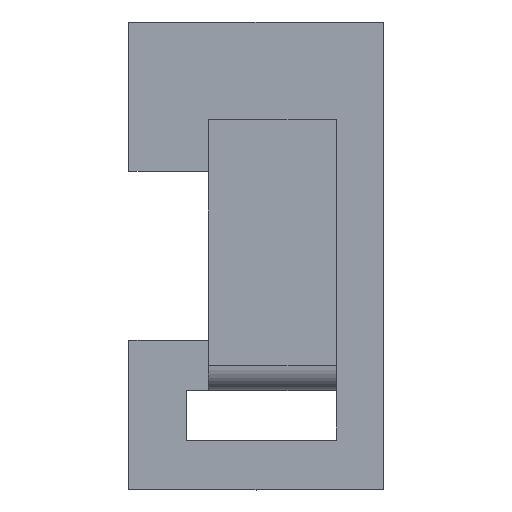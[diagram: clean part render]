
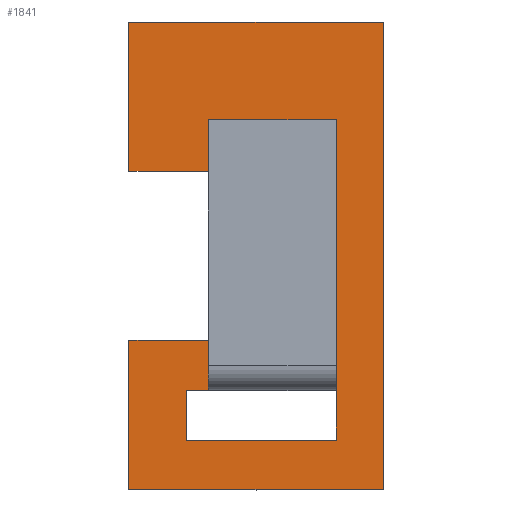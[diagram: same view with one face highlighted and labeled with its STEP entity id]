
A CAD part, top view. The second image highlights one B-rep face of the part: STEP entity #1841.
In plain terms, the highlighted planar face has unit normal (0, 0, 1).
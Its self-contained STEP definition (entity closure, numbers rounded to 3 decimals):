
#7 = ORIENTED_EDGE ( 'NONE', *, *, #314, .F. ) ;
#13 = EDGE_CURVE ( 'NONE', #1766, #1134, #1828, .T. ) ;
#93 = CARTESIAN_POINT ( 'NONE',  ( -8.5, -22.5, 9. ) ) ;
#117 = ORIENTED_EDGE ( 'NONE', *, *, #13, .F. ) ;
#119 = ORIENTED_EDGE ( 'NONE', *, *, #338, .T. ) ;
#122 = VERTEX_POINT ( 'NONE', #158 ) ;
#154 = DIRECTION ( 'NONE',  ( 0., 1., 0. ) ) ;
#158 = CARTESIAN_POINT ( 'NONE',  ( -5.8, -16.5, 9. ) ) ;
#160 = EDGE_CURVE ( 'NONE', #1608, #896, #652, .T. ) ;
#173 = ORIENTED_EDGE ( 'NONE', *, *, #1944, .F. ) ;
#182 = DIRECTION ( 'NONE',  ( 0., 1., 0. ) ) ;
#189 = CARTESIAN_POINT ( 'NONE',  ( -8.5, -22.5, 9. ) ) ;
#197 = EDGE_CURVE ( 'NONE', #896, #122, #1080, .T. ) ;
#198 = DIRECTION ( 'NONE',  ( 0., 1., 0. ) ) ;
#204 = CARTESIAN_POINT ( 'NONE',  ( -15.5, 10.3, 9. ) ) ;
#210 = LINE ( 'NONE', #1986, #1277 ) ;
#217 = VECTOR ( 'NONE', #574, 1000. ) ;
#235 = EDGE_CURVE ( 'NONE', #996, #943, #308, .T. ) ;
#258 = VECTOR ( 'NONE', #730, 1000. ) ;
#261 = VECTOR ( 'NONE', #1417, 1000. ) ;
#264 = DIRECTION ( 'NONE',  ( 0., 1., 0. ) ) ;
#272 = DIRECTION ( 'NONE',  ( 0., -1., 0. ) ) ;
#305 = VECTOR ( 'NONE', #1212, 1000. ) ;
#308 = LINE ( 'NONE', #646, #1403 ) ;
#314 = EDGE_CURVE ( 'NONE', #1134, #1481, #1804, .T. ) ;
#329 = ORIENTED_EDGE ( 'NONE', *, *, #395, .T. ) ;
#338 = EDGE_CURVE ( 'NONE', #1630, #537, #1668, .T. ) ;
#349 = CARTESIAN_POINT ( 'NONE',  ( 15.5, -28.5, 9. ) ) ;
#350 = CARTESIAN_POINT ( 'NONE',  ( 9.8, -16.5, 9. ) ) ;
#382 = CARTESIAN_POINT ( 'NONE',  ( -8.5, -16.5, 9. ) ) ;
#383 = LINE ( 'NONE', #1894, #1517 ) ;
#395 = EDGE_CURVE ( 'NONE', #896, #938, #383, .T. ) ;
#399 = VECTOR ( 'NONE', #960, 1000. ) ;
#452 = DIRECTION ( 'NONE',  ( 1., 0., 0. ) ) ;
#489 = DIRECTION ( 'NONE',  ( 1., 0., 0. ) ) ;
#496 = FACE_OUTER_BOUND ( 'NONE', #705, .T. ) ;
#503 = VECTOR ( 'NONE', #1802, 1000. ) ;
#537 = VERTEX_POINT ( 'NONE', #1645 ) ;
#574 = DIRECTION ( 'NONE',  ( 0., -1., 0. ) ) ;
#575 = CARTESIAN_POINT ( 'NONE',  ( 15.5, -28.5, 9. ) ) ;
#638 = CARTESIAN_POINT ( 'NONE',  ( -5.8, -10.3, 9. ) ) ;
#646 = CARTESIAN_POINT ( 'NONE',  ( 9.8, -10.3, 9. ) ) ;
#647 = CARTESIAN_POINT ( 'NONE',  ( 9.8, 10.3, 9. ) ) ;
#652 = LINE ( 'NONE', #638, #1479 ) ;
#672 = CARTESIAN_POINT ( 'NONE',  ( -15.5, -28.5, 9. ) ) ;
#673 = VECTOR ( 'NONE', #1298, 1000. ) ;
#684 = CARTESIAN_POINT ( 'NONE',  ( 0., 0., 9. ) ) ;
#688 = DIRECTION ( 'NONE',  ( 1., 0., 0. ) ) ;
#692 = LINE ( 'NONE', #1651, #305 ) ;
#704 = EDGE_CURVE ( 'NONE', #122, #1766, #692, .T. ) ;
#705 = EDGE_LOOP ( 'NONE', ( #1078, #1261, #1911, #1384, #173, #1731, #1835, #959, #1981, #7, #117, #1409, #740, #329, #1790, #119, #1503, #1287, #1178 ) ) ;
#711 = EDGE_CURVE ( 'NONE', #849, #1455, #713, .T. ) ;
#713 = LINE ( 'NONE', #721, #503 ) ;
#721 = CARTESIAN_POINT ( 'NONE',  ( 15.5, 28.5, 9. ) ) ;
#728 = VECTOR ( 'NONE', #489, 1000. ) ;
#730 = DIRECTION ( 'NONE',  ( 0., -1., 0. ) ) ;
#732 = VERTEX_POINT ( 'NONE', #1183 ) ;
#733 = EDGE_CURVE ( 'NONE', #1455, #1067, #1327, .T. ) ;
#740 = ORIENTED_EDGE ( 'NONE', *, *, #197, .F. ) ;
#763 = EDGE_CURVE ( 'NONE', #537, #849, #1734, .T. ) ;
#783 = CARTESIAN_POINT ( 'NONE',  ( -15.5, 28.5, 9. ) ) ;
#848 = EDGE_CURVE ( 'NONE', #1067, #1608, #210, .T. ) ;
#849 = VERTEX_POINT ( 'NONE', #1858 ) ;
#871 = CARTESIAN_POINT ( 'NONE',  ( -5.8, 10.3, 9. ) ) ;
#878 = LINE ( 'NONE', #958, #1610 ) ;
#896 = VERTEX_POINT ( 'NONE', #1094 ) ;
#924 = EDGE_CURVE ( 'NONE', #955, #732, #1187, .T. ) ;
#938 = VERTEX_POINT ( 'NONE', #1865 ) ;
#943 = VERTEX_POINT ( 'NONE', #1875 ) ;
#955 = VERTEX_POINT ( 'NONE', #1585 ) ;
#958 = CARTESIAN_POINT ( 'NONE',  ( -5.8, -10.3, 9. ) ) ;
#959 = ORIENTED_EDGE ( 'NONE', *, *, #235, .F. ) ;
#960 = DIRECTION ( 'NONE',  ( -1., 0., 0. ) ) ;
#976 = CARTESIAN_POINT ( 'NONE',  ( -5.8, 16.5, 9. ) ) ;
#980 = EDGE_CURVE ( 'NONE', #943, #896, #878, .T. ) ;
#996 = VERTEX_POINT ( 'NONE', #350 ) ;
#998 = CARTESIAN_POINT ( 'NONE',  ( -5.8, 16.5, 9. ) ) ;
#999 = LINE ( 'NONE', #871, #1795 ) ;
#1018 = VECTOR ( 'NONE', #154, 1000. ) ;
#1047 = VECTOR ( 'NONE', #272, 1000. ) ;
#1067 = VERTEX_POINT ( 'NONE', #204 ) ;
#1078 = ORIENTED_EDGE ( 'NONE', *, *, #848, .T. ) ;
#1080 = LINE ( 'NONE', #1240, #261 ) ;
#1094 = CARTESIAN_POINT ( 'NONE',  ( -5.8, -10.3, 9. ) ) ;
#1124 = DIRECTION ( 'NONE',  ( -1., 0., 0. ) ) ;
#1134 = VERTEX_POINT ( 'NONE', #93 ) ;
#1144 = DIRECTION ( 'NONE',  ( 0., 0., 1. ) ) ;
#1178 = ORIENTED_EDGE ( 'NONE', *, *, #733, .T. ) ;
#1183 = CARTESIAN_POINT ( 'NONE',  ( 9.8, 16.5, 9. ) ) ;
#1187 = LINE ( 'NONE', #647, #1633 ) ;
#1212 = DIRECTION ( 'NONE',  ( -1., 0., 0. ) ) ;
#1220 = EDGE_CURVE ( 'NONE', #1481, #996, #1436, .T. ) ;
#1226 = CARTESIAN_POINT ( 'NONE',  ( 9.8, -22.5, 9. ) ) ;
#1240 = CARTESIAN_POINT ( 'NONE',  ( -5.8, -10.3, 9. ) ) ;
#1261 = ORIENTED_EDGE ( 'NONE', *, *, #1930, .F. ) ;
#1271 = DIRECTION ( 'NONE',  ( 1., 0., 0. ) ) ;
#1277 = VECTOR ( 'NONE', #452, 1000. ) ;
#1283 = CARTESIAN_POINT ( 'NONE',  ( -5.8, 10.3, 9. ) ) ;
#1287 = ORIENTED_EDGE ( 'NONE', *, *, #711, .T. ) ;
#1298 = DIRECTION ( 'NONE',  ( 1., 0., 0. ) ) ;
#1327 = LINE ( 'NONE', #1968, #258 ) ;
#1328 = EDGE_CURVE ( 'NONE', #938, #1630, #1369, .T. ) ;
#1341 = CARTESIAN_POINT ( 'NONE',  ( -8.5, -22.5, 9. ) ) ;
#1369 = LINE ( 'NONE', #1373, #1047 ) ;
#1373 = CARTESIAN_POINT ( 'NONE',  ( -15.5, -28.5, 9. ) ) ;
#1384 = ORIENTED_EDGE ( 'NONE', *, *, #924, .F. ) ;
#1392 = LINE ( 'NONE', #1654, #728 ) ;
#1403 = VECTOR ( 'NONE', #182, 1000. ) ;
#1409 = ORIENTED_EDGE ( 'NONE', *, *, #704, .F. ) ;
#1417 = DIRECTION ( 'NONE',  ( 0., -1., 0. ) ) ;
#1436 = LINE ( 'NONE', #1528, #1018 ) ;
#1455 = VERTEX_POINT ( 'NONE', #783 ) ;
#1479 = VECTOR ( 'NONE', #1566, 1000. ) ;
#1481 = VERTEX_POINT ( 'NONE', #1226 ) ;
#1503 = ORIENTED_EDGE ( 'NONE', *, *, #763, .T. ) ;
#1517 = VECTOR ( 'NONE', #1124, 1000. ) ;
#1528 = CARTESIAN_POINT ( 'NONE',  ( 9.8, -22.5, 9. ) ) ;
#1566 = DIRECTION ( 'NONE',  ( 0., -1., 0. ) ) ;
#1580 = EDGE_CURVE ( 'NONE', #732, #1883, #1965, .T. ) ;
#1585 = CARTESIAN_POINT ( 'NONE',  ( 9.8, 10.3, 9. ) ) ;
#1608 = VERTEX_POINT ( 'NONE', #1283 ) ;
#1610 = VECTOR ( 'NONE', #1767, 1000. ) ;
#1630 = VERTEX_POINT ( 'NONE', #672 ) ;
#1633 = VECTOR ( 'NONE', #198, 1000. ) ;
#1645 = CARTESIAN_POINT ( 'NONE',  ( 15.5, -28.5, 9. ) ) ;
#1651 = CARTESIAN_POINT ( 'NONE',  ( -8.5, -16.5, 9. ) ) ;
#1654 = CARTESIAN_POINT ( 'NONE',  ( -5.8, 10.3, 9. ) ) ;
#1668 = LINE ( 'NONE', #349, #673 ) ;
#1731 = ORIENTED_EDGE ( 'NONE', *, *, #160, .T. ) ;
#1734 = LINE ( 'NONE', #575, #1900 ) ;
#1756 = PLANE ( 'NONE',  #1882 ) ;
#1761 = VECTOR ( 'NONE', #1271, 1000. ) ;
#1766 = VERTEX_POINT ( 'NONE', #382 ) ;
#1767 = DIRECTION ( 'NONE',  ( -1., 0., 0. ) ) ;
#1790 = ORIENTED_EDGE ( 'NONE', *, *, #1328, .T. ) ;
#1795 = VECTOR ( 'NONE', #1956, 1000. ) ;
#1802 = DIRECTION ( 'NONE',  ( -1., 0., 0. ) ) ;
#1804 = LINE ( 'NONE', #189, #1761 ) ;
#1828 = LINE ( 'NONE', #1341, #217 ) ;
#1835 = ORIENTED_EDGE ( 'NONE', *, *, #980, .F. ) ;
#1841 = ADVANCED_FACE ( 'NONE', ( #496 ), #1756, .T. ) ;
#1858 = CARTESIAN_POINT ( 'NONE',  ( 15.5, 28.5, 9. ) ) ;
#1865 = CARTESIAN_POINT ( 'NONE',  ( -15.5, -10.3, 9. ) ) ;
#1875 = CARTESIAN_POINT ( 'NONE',  ( 9.8, -10.3, 9. ) ) ;
#1882 = AXIS2_PLACEMENT_3D ( 'NONE', #684, #1144, #688 ) ;
#1883 = VERTEX_POINT ( 'NONE', #998 ) ;
#1894 = CARTESIAN_POINT ( 'NONE',  ( -15.5, -10.3, 9. ) ) ;
#1900 = VECTOR ( 'NONE', #264, 1000. ) ;
#1911 = ORIENTED_EDGE ( 'NONE', *, *, #1580, .F. ) ;
#1930 = EDGE_CURVE ( 'NONE', #1883, #1608, #999, .T. ) ;
#1944 = EDGE_CURVE ( 'NONE', #1608, #955, #1392, .T. ) ;
#1956 = DIRECTION ( 'NONE',  ( 0., -1., 0. ) ) ;
#1965 = LINE ( 'NONE', #976, #399 ) ;
#1968 = CARTESIAN_POINT ( 'NONE',  ( -15.5, 10.3, 9. ) ) ;
#1981 = ORIENTED_EDGE ( 'NONE', *, *, #1220, .F. ) ;
#1986 = CARTESIAN_POINT ( 'NONE',  ( -15.5, 10.3, 9. ) ) ;
